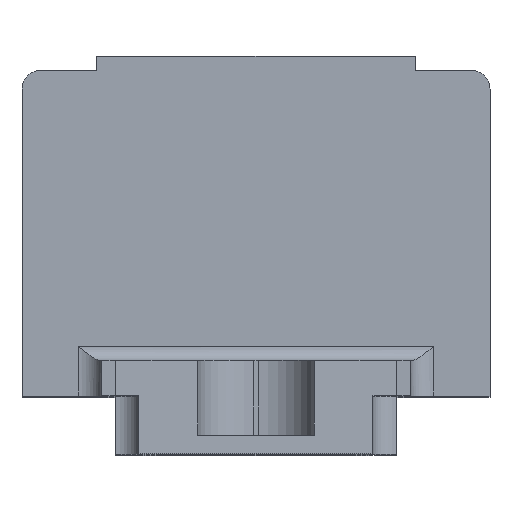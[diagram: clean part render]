
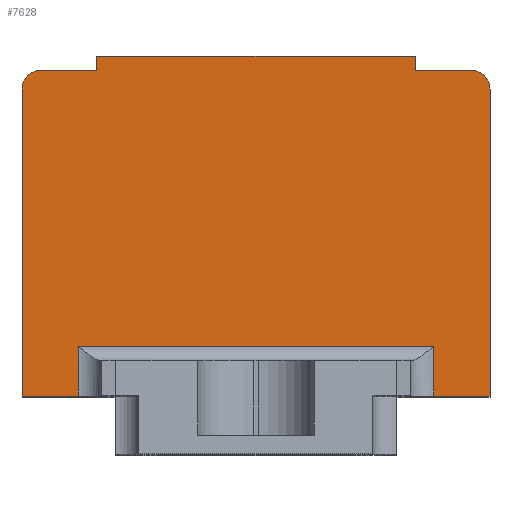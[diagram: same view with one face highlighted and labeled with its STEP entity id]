
A CAD part, top view. The second image highlights one B-rep face of the part: STEP entity #7628.
In plain terms, the highlighted planar face has unit normal (0, 0, 1).
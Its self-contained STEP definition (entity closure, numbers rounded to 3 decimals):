
#1246=DIRECTION('',(0.,-1.,0.));
#1247=VECTOR('',#1246,5.3);
#1248=CARTESIAN_POINT('',(19.,11.5,100.1));
#1249=LINE('',#1248,#1247);
#1278=DIRECTION('',(1.,0.,0.));
#1279=VECTOR('',#1278,38.);
#1280=CARTESIAN_POINT('',(-19.,11.5,100.1));
#1281=LINE('',#1280,#1279);
#1297=DIRECTION('',(0.,1.,0.));
#1298=VECTOR('',#1297,5.3);
#1299=CARTESIAN_POINT('',(-19.,6.2,100.1));
#1300=LINE('',#1299,#1298);
#1315=DIRECTION('',(-1.,0.,0.));
#1316=VECTOR('',#1315,6.);
#1317=CARTESIAN_POINT('',(-19.,6.2,100.1));
#1318=LINE('',#1317,#1316);
#1319=DIRECTION('',(0.,1.,0.));
#1320=VECTOR('',#1319,32.8);
#1321=CARTESIAN_POINT('',(-25.,6.2,100.1));
#1322=LINE('',#1321,#1320);
#1323=CARTESIAN_POINT('',(-23.,39.,100.1));
#1324=DIRECTION('',(0.,0.,-1.));
#1325=DIRECTION('',(-1.,0.,0.));
#1326=AXIS2_PLACEMENT_3D('',#1323,#1324,#1325);
#1328=DIRECTION('',(1.,0.,0.));
#1329=VECTOR('',#1328,6.);
#1330=CARTESIAN_POINT('',(-23.,41.,100.1));
#1331=LINE('',#1330,#1329);
#1332=DIRECTION('',(0.,1.,0.));
#1333=VECTOR('',#1332,1.5);
#1334=CARTESIAN_POINT('',(-17.,41.,100.1));
#1335=LINE('',#1334,#1333);
#1336=DIRECTION('',(1.,0.,0.));
#1337=VECTOR('',#1336,34.);
#1338=CARTESIAN_POINT('',(-17.,42.5,100.1));
#1339=LINE('',#1338,#1337);
#1340=DIRECTION('',(0.,-1.,0.));
#1341=VECTOR('',#1340,1.5);
#1342=CARTESIAN_POINT('',(17.,42.5,100.1));
#1343=LINE('',#1342,#1341);
#1344=DIRECTION('',(1.,0.,0.));
#1345=VECTOR('',#1344,6.);
#1346=CARTESIAN_POINT('',(17.,41.,100.1));
#1347=LINE('',#1346,#1345);
#1348=CARTESIAN_POINT('',(23.,39.,100.1));
#1349=DIRECTION('',(0.,0.,-1.));
#1350=DIRECTION('',(0.,1.,0.));
#1351=AXIS2_PLACEMENT_3D('',#1348,#1349,#1350);
#1353=DIRECTION('',(0.,-1.,0.));
#1354=VECTOR('',#1353,32.8);
#1355=CARTESIAN_POINT('',(25.,39.,100.1));
#1356=LINE('',#1355,#1354);
#1357=DIRECTION('',(-1.,0.,0.));
#1358=VECTOR('',#1357,6.);
#1359=CARTESIAN_POINT('',(25.,6.2,100.1));
#1360=LINE('',#1359,#1358);
#5045=CARTESIAN_POINT('',(-25.,6.2,100.1));
#5046=CARTESIAN_POINT('',(-25.,39.,100.1));
#5047=VERTEX_POINT('',#5045);
#5048=VERTEX_POINT('',#5046);
#5049=CARTESIAN_POINT('',(-23.,41.,100.1));
#5050=VERTEX_POINT('',#5049);
#5051=CARTESIAN_POINT('',(-17.,41.,100.1));
#5052=VERTEX_POINT('',#5051);
#5053=CARTESIAN_POINT('',(-17.,42.5,100.1));
#5054=VERTEX_POINT('',#5053);
#5055=CARTESIAN_POINT('',(17.,42.5,100.1));
#5056=VERTEX_POINT('',#5055);
#5057=CARTESIAN_POINT('',(17.,41.,100.1));
#5058=VERTEX_POINT('',#5057);
#5059=CARTESIAN_POINT('',(23.,41.,100.1));
#5060=VERTEX_POINT('',#5059);
#5061=CARTESIAN_POINT('',(25.,39.,100.1));
#5062=VERTEX_POINT('',#5061);
#5063=CARTESIAN_POINT('',(25.,6.2,100.1));
#5064=VERTEX_POINT('',#5063);
#5201=CARTESIAN_POINT('',(19.,6.2,100.1));
#5202=VERTEX_POINT('',#5201);
#5207=CARTESIAN_POINT('',(-19.,6.2,100.1));
#5208=VERTEX_POINT('',#5207);
#5265=CARTESIAN_POINT('',(-19.,11.5,100.1));
#5266=CARTESIAN_POINT('',(19.,11.5,100.1));
#5267=VERTEX_POINT('',#5265);
#5268=VERTEX_POINT('',#5266);
#7597=CARTESIAN_POINT('',(0.,0.,100.1));
#7598=DIRECTION('',(0.,0.,-1.));
#7599=DIRECTION('',(-1.,0.,0.));
#7600=AXIS2_PLACEMENT_3D('',#7597,#7598,#7599);
#7601=PLANE('',#7600);
#7602=ORIENTED_EDGE('',*,*,#7575,.F.);
#7603=ORIENTED_EDGE('',*,*,#7586,.F.);
#7605=ORIENTED_EDGE('',*,*,#7604,.T.);
#7607=ORIENTED_EDGE('',*,*,#7606,.T.);
#7609=ORIENTED_EDGE('',*,*,#7608,.T.);
#7611=ORIENTED_EDGE('',*,*,#7610,.T.);
#7613=ORIENTED_EDGE('',*,*,#7612,.T.);
#7615=ORIENTED_EDGE('',*,*,#7614,.T.);
#7617=ORIENTED_EDGE('',*,*,#7616,.T.);
#7619=ORIENTED_EDGE('',*,*,#7618,.T.);
#7621=ORIENTED_EDGE('',*,*,#7620,.T.);
#7623=ORIENTED_EDGE('',*,*,#7622,.T.);
#7624=ORIENTED_EDGE('',*,*,#7448,.T.);
#7625=ORIENTED_EDGE('',*,*,#7560,.F.);
#7626=EDGE_LOOP('',(#7602,#7603,#7605,#7607,#7609,#7611,#7613,#7615,#7617,#7619,
#7621,#7623,#7624,#7625));
#7627=FACE_OUTER_BOUND('',#7626,.F.);
#7628=ADVANCED_FACE('',(#7627),#7601,.F.);
#1327=CIRCLE('',#1326,2.);
#1352=CIRCLE('',#1351,2.);
#7448=EDGE_CURVE('',#5064,#5202,#1360,.T.);
#7560=EDGE_CURVE('',#5268,#5202,#1249,.T.);
#7575=EDGE_CURVE('',#5267,#5268,#1281,.T.);
#7586=EDGE_CURVE('',#5208,#5267,#1300,.T.);
#7604=EDGE_CURVE('',#5208,#5047,#1318,.T.);
#7606=EDGE_CURVE('',#5047,#5048,#1322,.T.);
#7608=EDGE_CURVE('',#5048,#5050,#1327,.T.);
#7610=EDGE_CURVE('',#5050,#5052,#1331,.T.);
#7612=EDGE_CURVE('',#5052,#5054,#1335,.T.);
#7614=EDGE_CURVE('',#5054,#5056,#1339,.T.);
#7616=EDGE_CURVE('',#5056,#5058,#1343,.T.);
#7618=EDGE_CURVE('',#5058,#5060,#1347,.T.);
#7620=EDGE_CURVE('',#5060,#5062,#1352,.T.);
#7622=EDGE_CURVE('',#5062,#5064,#1356,.T.);
